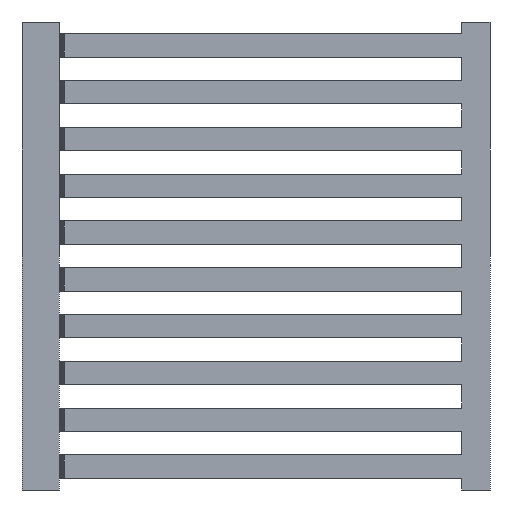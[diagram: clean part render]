
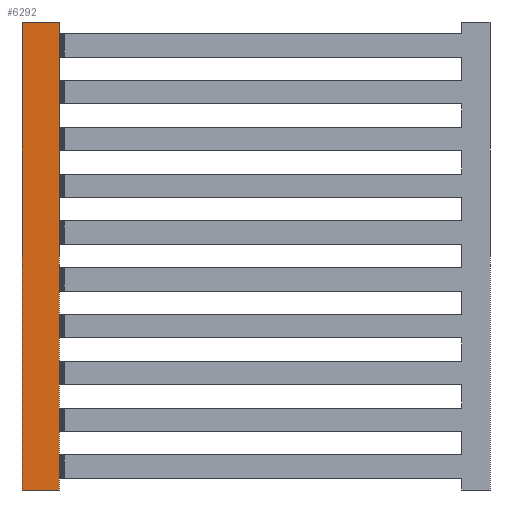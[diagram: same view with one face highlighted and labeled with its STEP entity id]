
A CAD part, left-side view. The second image highlights one B-rep face of the part: STEP entity #6292.
In plain terms, the highlighted planar face has unit normal (-1, 0, 0).
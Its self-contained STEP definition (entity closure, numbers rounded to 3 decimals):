
#138 = AXIS2_PLACEMENT_3D ( 'NONE', #4366, #1235, #1925 ) ;
#161 = EDGE_LOOP ( 'NONE', ( #4688, #6662, #7530, #4139 ) ) ;
#596 = LINE ( 'NONE', #5459, #7823 ) ;
#693 = EDGE_CURVE ( 'NONE', #2569, #6451, #4788, .T. ) ;
#1161 = DIRECTION ( 'NONE',  ( 0., 0., 1. ) ) ;
#1172 = DIRECTION ( 'NONE',  ( 0., -1., 0. ) ) ;
#1235 = DIRECTION ( 'NONE',  ( -1., 0., 0. ) ) ;
#1277 = FACE_OUTER_BOUND ( 'NONE', #161, .T. ) ;
#1789 = CARTESIAN_POINT ( 'NONE',  ( -30., 92., -100. ) ) ;
#1925 = DIRECTION ( 'NONE',  ( 0., 0., 1. ) ) ;
#1986 = VECTOR ( 'NONE', #3029, 1000. ) ;
#2569 = VERTEX_POINT ( 'NONE', #2647 ) ;
#2647 = CARTESIAN_POINT ( 'NONE',  ( -30., 100., 0. ) ) ;
#2757 = VECTOR ( 'NONE', #1172, 1000. ) ;
#3029 = DIRECTION ( 'NONE',  ( 0., 0., 1. ) ) ;
#3033 = DIRECTION ( 'NONE',  ( 0., -1., 0. ) ) ;
#3558 = VECTOR ( 'NONE', #3033, 1000. ) ;
#3577 = CARTESIAN_POINT ( 'NONE',  ( -30., 100., 0. ) ) ;
#3687 = CARTESIAN_POINT ( 'NONE',  ( -30., 100., -100. ) ) ;
#3975 = VERTEX_POINT ( 'NONE', #1789 ) ;
#4139 = ORIENTED_EDGE ( 'NONE', *, *, #6841, .T. ) ;
#4366 = CARTESIAN_POINT ( 'NONE',  ( -30., 100., -100. ) ) ;
#4688 = ORIENTED_EDGE ( 'NONE', *, *, #693, .F. ) ;
#4788 = LINE ( 'NONE', #3577, #2757 ) ;
#5014 = CARTESIAN_POINT ( 'NONE',  ( -30., 100., -100. ) ) ;
#5335 = LINE ( 'NONE', #6107, #1986 ) ;
#5459 = CARTESIAN_POINT ( 'NONE',  ( -30., 92., -100. ) ) ;
#5706 = EDGE_CURVE ( 'NONE', #7400, #2569, #5335, .T. ) ;
#6107 = CARTESIAN_POINT ( 'NONE',  ( -30., 100., -100. ) ) ;
#6292 = ADVANCED_FACE ( 'NONE', ( #1277 ), #7504, .T. ) ;
#6451 = VERTEX_POINT ( 'NONE', #7308 ) ;
#6662 = ORIENTED_EDGE ( 'NONE', *, *, #5706, .F. ) ;
#6841 = EDGE_CURVE ( 'NONE', #3975, #6451, #596, .T. ) ;
#7308 = CARTESIAN_POINT ( 'NONE',  ( -30., 92., 0. ) ) ;
#7400 = VERTEX_POINT ( 'NONE', #5014 ) ;
#7504 = PLANE ( 'NONE',  #138 ) ;
#7530 = ORIENTED_EDGE ( 'NONE', *, *, #8031, .T. ) ;
#7823 = VECTOR ( 'NONE', #1161, 1000. ) ;
#8031 = EDGE_CURVE ( 'NONE', #7400, #3975, #8042, .T. ) ;
#8042 = LINE ( 'NONE', #3687, #3558 ) ;
